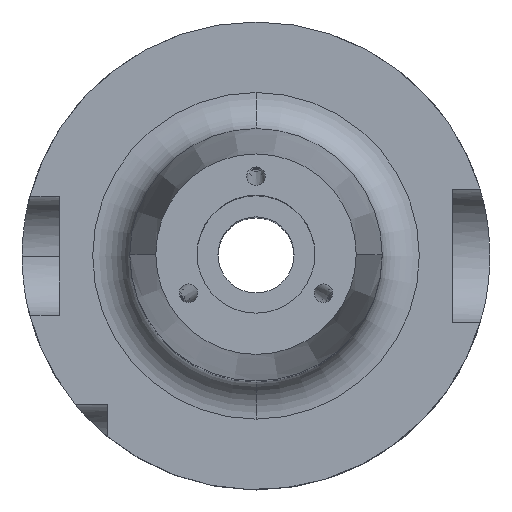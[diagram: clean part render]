
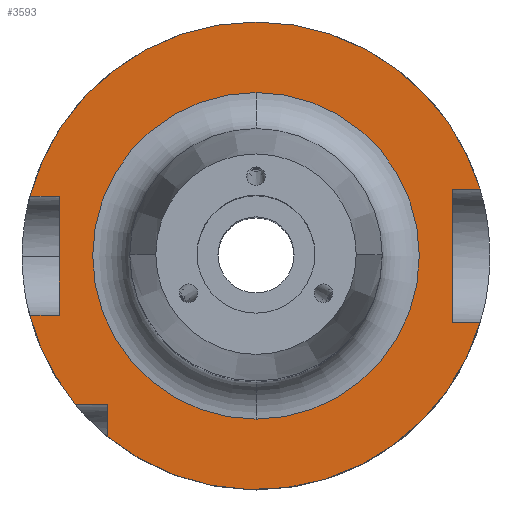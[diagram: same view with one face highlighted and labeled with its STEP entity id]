
A CAD part, top view. The second image highlights one B-rep face of the part: STEP entity #3593.
In plain terms, the highlighted planar face has unit normal (0, 0, 1).
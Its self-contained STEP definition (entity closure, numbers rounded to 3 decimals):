
#5 = VERTEX_POINT ( 'NONE', #872 ) ;
#181 = AXIS2_PLACEMENT_3D ( 'NONE', #1438, #4035, #1811 ) ;
#204 = CARTESIAN_POINT ( 'NONE',  ( 0., 0., 26. ) ) ;
#250 = CARTESIAN_POINT ( 'NONE',  ( 0., 0., 26. ) ) ;
#253 = CARTESIAN_POINT ( 'NONE',  ( -26.5, 0., 26. ) ) ;
#269 = PLANE ( 'NONE',  #426 ) ;
#310 = LINE ( 'NONE', #3167, #4169 ) ;
#339 = CARTESIAN_POINT ( 'NONE',  ( 0., -20., 26. ) ) ;
#406 = CARTESIAN_POINT ( 'NONE',  ( 0., 9., 26. ) ) ;
#426 = AXIS2_PLACEMENT_3D ( 'NONE', #2493, #3628, #1425 ) ;
#495 = CARTESIAN_POINT ( 'NONE',  ( 0., 0., 26. ) ) ;
#540 = DIRECTION ( 'NONE',  ( 0., 0., -1. ) ) ;
#547 = EDGE_CURVE ( 'NONE', #2252, #3482, #3925, .T. ) ;
#552 = ORIENTED_EDGE ( 'NONE', *, *, #2392, .F. ) ;
#572 = DIRECTION ( 'NONE',  ( -1., 0., 0. ) ) ;
#585 = EDGE_CURVE ( 'NONE', #2326, #3482, #1723, .T. ) ;
#591 = DIRECTION ( 'NONE',  ( 0., 1., 0. ) ) ;
#596 = CARTESIAN_POINT ( 'NONE',  ( 26.5, 9., 26. ) ) ;
#630 = DIRECTION ( 'NONE',  ( 0., 1., 0. ) ) ;
#639 = DIRECTION ( 'NONE',  ( 0., -1., 0. ) ) ;
#669 = ORIENTED_EDGE ( 'NONE', *, *, #4517, .T. ) ;
#715 = CARTESIAN_POINT ( 'NONE',  ( -30.467, -8., 26. ) ) ;
#722 = DIRECTION ( 'NONE',  ( -1., 0., 0. ) ) ;
#737 = AXIS2_PLACEMENT_3D ( 'NONE', #204, #2794, #591 ) ;
#871 = VERTEX_POINT ( 'NONE', #2667 ) ;
#872 = CARTESIAN_POINT ( 'NONE',  ( 0., -22., 26. ) ) ;
#881 = EDGE_CURVE ( 'NONE', #2274, #2252, #3738, .T. ) ;
#882 = CARTESIAN_POINT ( 'NONE',  ( 0., 22., 26. ) ) ;
#894 = CARTESIAN_POINT ( 'NONE',  ( -20., -24.336, 26. ) ) ;
#947 = ORIENTED_EDGE ( 'NONE', *, *, #547, .T. ) ;
#1027 = CARTESIAN_POINT ( 'NONE',  ( -30.467, 8., 26. ) ) ;
#1065 = VECTOR ( 'NONE', #3360, 1000. ) ;
#1089 = LINE ( 'NONE', #3183, #3941 ) ;
#1094 = CARTESIAN_POINT ( 'NONE',  ( 30.187, -9., 26. ) ) ;
#1196 = EDGE_CURVE ( 'NONE', #1275, #4819, #3920, .T. ) ;
#1233 = EDGE_CURVE ( 'NONE', #1275, #2274, #2779, .T. ) ;
#1275 = VERTEX_POINT ( 'NONE', #1094 ) ;
#1282 = CIRCLE ( 'NONE', #737, 31.5 ) ;
#1308 = DIRECTION ( 'NONE',  ( 1., 0., 0. ) ) ;
#1344 = VERTEX_POINT ( 'NONE', #1027 ) ;
#1366 = EDGE_LOOP ( 'NONE', ( #669, #4519 ) ) ;
#1375 = CARTESIAN_POINT ( 'NONE',  ( 30.187, 9., 26. ) ) ;
#1385 = CARTESIAN_POINT ( 'NONE',  ( 26.5, -9., 26. ) ) ;
#1425 = DIRECTION ( 'NONE',  ( 0., -1., 0. ) ) ;
#1438 = CARTESIAN_POINT ( 'NONE',  ( 0., 0., 26. ) ) ;
#1467 = DIRECTION ( 'NONE',  ( 0., 1., 0. ) ) ;
#1526 = VERTEX_POINT ( 'NONE', #4847 ) ;
#1582 = EDGE_CURVE ( 'NONE', #4819, #3331, #1882, .T. ) ;
#1627 = EDGE_LOOP ( 'NONE', ( #552, #2409, #2327, #3174, #2111, #947, #2770, #4435, #3659, #2381, #3345, #4723 ) ) ;
#1640 = CARTESIAN_POINT ( 'NONE',  ( -24.336, -20., 26. ) ) ;
#1723 = CIRCLE ( 'NONE', #1885, 31.5 ) ;
#1773 = DIRECTION ( 'NONE',  ( 0., 1., 0. ) ) ;
#1811 = DIRECTION ( 'NONE',  ( 0., 1., 0. ) ) ;
#1867 = VECTOR ( 'NONE', #722, 1000. ) ;
#1882 = LINE ( 'NONE', #3526, #3729 ) ;
#1885 = AXIS2_PLACEMENT_3D ( 'NONE', #495, #540, #1467 ) ;
#1963 = CARTESIAN_POINT ( 'NONE',  ( 0., -9., 26. ) ) ;
#2002 = AXIS2_PLACEMENT_3D ( 'NONE', #250, #2840, #639 ) ;
#2029 = CIRCLE ( 'NONE', #2002, 22. ) ;
#2111 = ORIENTED_EDGE ( 'NONE', *, *, #881, .T. ) ;
#2116 = DIRECTION ( 'NONE',  ( 0., 0., -1. ) ) ;
#2119 = VECTOR ( 'NONE', #630, 1000. ) ;
#2195 = CIRCLE ( 'NONE', #3515, 22. ) ;
#2252 = VERTEX_POINT ( 'NONE', #596 ) ;
#2274 = VERTEX_POINT ( 'NONE', #1385 ) ;
#2313 = VECTOR ( 'NONE', #1773, 1000. ) ;
#2326 = VERTEX_POINT ( 'NONE', #4376 ) ;
#2327 = ORIENTED_EDGE ( 'NONE', *, *, #1196, .F. ) ;
#2381 = ORIENTED_EDGE ( 'NONE', *, *, #2844, .F. ) ;
#2392 = EDGE_CURVE ( 'NONE', #3331, #2594, #4710, .T. ) ;
#2406 = CARTESIAN_POINT ( 'NONE',  ( 26.5, 0., 26. ) ) ;
#2409 = ORIENTED_EDGE ( 'NONE', *, *, #1582, .F. ) ;
#2424 = AXIS2_PLACEMENT_3D ( 'NONE', #3745, #3685, #3555 ) ;
#2493 = CARTESIAN_POINT ( 'NONE',  ( 0., 0., 26. ) ) ;
#2592 = VERTEX_POINT ( 'NONE', #882 ) ;
#2594 = VERTEX_POINT ( 'NONE', #1640 ) ;
#2667 = CARTESIAN_POINT ( 'NONE',  ( -26.5, -8., 26. ) ) ;
#2770 = ORIENTED_EDGE ( 'NONE', *, *, #585, .F. ) ;
#2779 = LINE ( 'NONE', #1963, #1065 ) ;
#2787 = VECTOR ( 'NONE', #1308, 1000. ) ;
#2794 = DIRECTION ( 'NONE',  ( 0., 0., -1. ) ) ;
#2800 = FACE_BOUND ( 'NONE', #1366, .T. ) ;
#2840 = DIRECTION ( 'NONE',  ( 0., 0., -1. ) ) ;
#2844 = EDGE_CURVE ( 'NONE', #871, #1526, #3274, .T. ) ;
#2983 = CARTESIAN_POINT ( 'NONE',  ( -20., -20., 26. ) ) ;
#3167 = CARTESIAN_POINT ( 'NONE',  ( 0., 8., 26. ) ) ;
#3174 = ORIENTED_EDGE ( 'NONE', *, *, #1233, .T. ) ;
#3183 = CARTESIAN_POINT ( 'NONE',  ( 0., -8., 26. ) ) ;
#3274 = LINE ( 'NONE', #253, #2313 ) ;
#3331 = VERTEX_POINT ( 'NONE', #2983 ) ;
#3345 = ORIENTED_EDGE ( 'NONE', *, *, #3517, .F. ) ;
#3360 = DIRECTION ( 'NONE',  ( -1., 0., 0. ) ) ;
#3440 = EDGE_CURVE ( 'NONE', #1526, #1344, #310, .T. ) ;
#3468 = DIRECTION ( 'NONE',  ( 0., 1., 0. ) ) ;
#3470 = EDGE_CURVE ( 'NONE', #2592, #5, #2195, .T. ) ;
#3482 = VERTEX_POINT ( 'NONE', #1375 ) ;
#3515 = AXIS2_PLACEMENT_3D ( 'NONE', #4353, #2116, #4714 ) ;
#3517 = EDGE_CURVE ( 'NONE', #3697, #871, #1089, .T. ) ;
#3526 = CARTESIAN_POINT ( 'NONE',  ( -20., 0., 26. ) ) ;
#3555 = DIRECTION ( 'NONE',  ( 0., 1., 0. ) ) ;
#3593 = ADVANCED_FACE ( 'NONE', ( #2800, #4813 ), #269, .T. ) ;
#3622 = EDGE_CURVE ( 'NONE', #1344, #2326, #3694, .T. ) ;
#3628 = DIRECTION ( 'NONE',  ( 0., 0., 1. ) ) ;
#3659 = ORIENTED_EDGE ( 'NONE', *, *, #3440, .F. ) ;
#3685 = DIRECTION ( 'NONE',  ( 0., 0., -1. ) ) ;
#3694 = CIRCLE ( 'NONE', #181, 31.5 ) ;
#3697 = VERTEX_POINT ( 'NONE', #715 ) ;
#3729 = VECTOR ( 'NONE', #3468, 1000. ) ;
#3738 = LINE ( 'NONE', #2406, #2119 ) ;
#3745 = CARTESIAN_POINT ( 'NONE',  ( 0., 0., 26. ) ) ;
#3920 = CIRCLE ( 'NONE', #2424, 31.5 ) ;
#3925 = LINE ( 'NONE', #406, #2787 ) ;
#3941 = VECTOR ( 'NONE', #3982, 1000. ) ;
#3982 = DIRECTION ( 'NONE',  ( 1., 0., 0. ) ) ;
#4035 = DIRECTION ( 'NONE',  ( 0., 0., -1. ) ) ;
#4169 = VECTOR ( 'NONE', #572, 1000. ) ;
#4353 = CARTESIAN_POINT ( 'NONE',  ( 0., 0., 26. ) ) ;
#4376 = CARTESIAN_POINT ( 'NONE',  ( 0., 31.5, 26. ) ) ;
#4435 = ORIENTED_EDGE ( 'NONE', *, *, #3622, .F. ) ;
#4463 = EDGE_CURVE ( 'NONE', #2594, #3697, #1282, .T. ) ;
#4517 = EDGE_CURVE ( 'NONE', #5, #2592, #2029, .T. ) ;
#4519 = ORIENTED_EDGE ( 'NONE', *, *, #3470, .T. ) ;
#4710 = LINE ( 'NONE', #339, #1867 ) ;
#4714 = DIRECTION ( 'NONE',  ( 0., -1., 0. ) ) ;
#4723 = ORIENTED_EDGE ( 'NONE', *, *, #4463, .F. ) ;
#4813 = FACE_OUTER_BOUND ( 'NONE', #1627, .T. ) ;
#4819 = VERTEX_POINT ( 'NONE', #894 ) ;
#4847 = CARTESIAN_POINT ( 'NONE',  ( -26.5, 8., 26. ) ) ;
